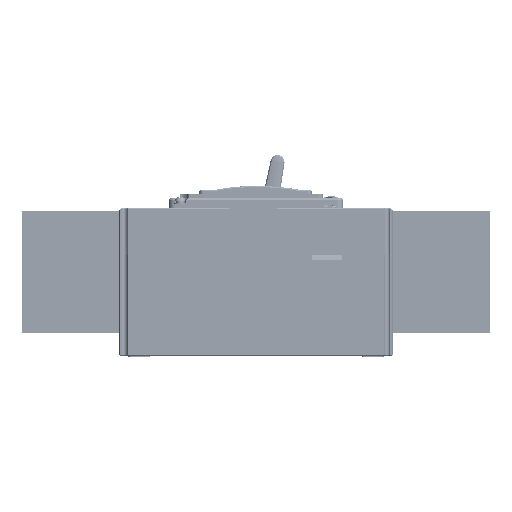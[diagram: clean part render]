
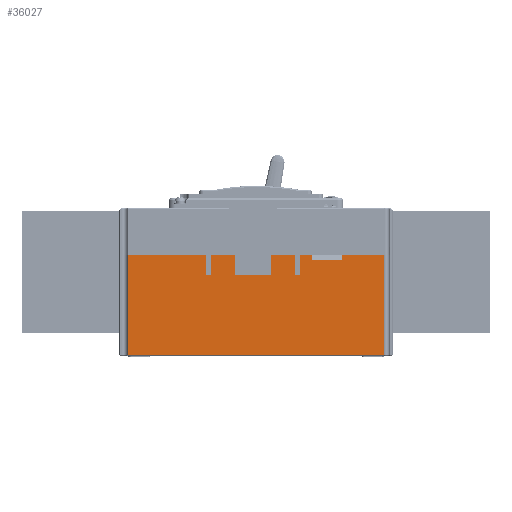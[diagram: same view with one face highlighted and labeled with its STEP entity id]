
A CAD part, left-side view. The second image highlights one B-rep face of the part: STEP entity #36027.
In plain terms, the highlighted planar face has unit normal (-1, 0, 0).
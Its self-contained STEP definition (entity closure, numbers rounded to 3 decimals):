
#1286=DIRECTION('',(0.,-1.,0.));
#1287=VECTOR('',#1286,126.127);
#1288=CARTESIAN_POINT('',(461.,63.064,-9.5));
#1289=LINE('',#1288,#1287);
#1294=DIRECTION('',(0.,-1.,0.));
#1295=VECTOR('',#1294,38.464);
#1296=CARTESIAN_POINT('',(461.,63.064,40.));
#1297=LINE('',#1296,#1295);
#1298=DIRECTION('',(0.,0.,-1.));
#1299=VECTOR('',#1298,10.);
#1300=CARTESIAN_POINT('',(461.,24.6,40.));
#1301=LINE('',#1300,#1299);
#1302=DIRECTION('',(0.,-1.,0.));
#1303=VECTOR('',#1302,2.2);
#1304=CARTESIAN_POINT('',(461.,24.6,30.));
#1305=LINE('',#1304,#1303);
#1306=DIRECTION('',(0.,0.,1.));
#1307=VECTOR('',#1306,10.);
#1308=CARTESIAN_POINT('',(461.,22.4,30.));
#1309=LINE('',#1308,#1307);
#1310=DIRECTION('',(0.,-1.,0.));
#1311=VECTOR('',#1310,11.9);
#1312=CARTESIAN_POINT('',(461.,22.4,40.));
#1313=LINE('',#1312,#1311);
#1314=DIRECTION('',(0.,0.,-1.));
#1315=VECTOR('',#1314,10.);
#1316=CARTESIAN_POINT('',(461.,10.5,40.));
#1317=LINE('',#1316,#1315);
#1318=DIRECTION('',(0.,-1.,0.));
#1319=VECTOR('',#1318,18.);
#1320=CARTESIAN_POINT('',(461.,10.5,30.));
#1321=LINE('',#1320,#1319);
#1322=DIRECTION('',(0.,0.,1.));
#1323=VECTOR('',#1322,10.);
#1324=CARTESIAN_POINT('',(461.,-7.5,30.));
#1325=LINE('',#1324,#1323);
#1326=DIRECTION('',(0.,-1.,0.));
#1327=VECTOR('',#1326,11.9);
#1328=CARTESIAN_POINT('',(461.,-7.5,40.));
#1329=LINE('',#1328,#1327);
#1330=DIRECTION('',(0.,-1.,0.));
#1331=VECTOR('',#1330,2.2);
#1332=CARTESIAN_POINT('',(461.,-19.4,30.));
#1333=LINE('',#1332,#1331);
#1334=DIRECTION('',(0.,-1.,0.));
#1335=VECTOR('',#1334,5.9);
#1336=CARTESIAN_POINT('',(461.,-21.6,40.));
#1337=LINE('',#1336,#1335);
#1338=DIRECTION('',(0.,0.,1.));
#1339=VECTOR('',#1338,2.5);
#1340=CARTESIAN_POINT('',(461.,-42.5,37.5));
#1341=LINE('',#1340,#1339);
#1342=DIRECTION('',(0.,-1.,0.));
#1343=VECTOR('',#1342,20.564);
#1344=CARTESIAN_POINT('',(461.,-42.5,40.));
#1345=LINE('',#1344,#1343);
#1471=DIRECTION('',(0.,0.,-1.));
#1472=VECTOR('',#1471,49.5);
#1473=CARTESIAN_POINT('',(461.,63.064,40.));
#1474=LINE('',#1473,#1472);
#3185=DIRECTION('',(0.,0.,-1.));
#3186=VECTOR('',#3185,10.);
#3187=CARTESIAN_POINT('',(461.,-21.6,40.));
#3188=LINE('',#3187,#3186);
#3205=DIRECTION('',(0.,0.,1.));
#3206=VECTOR('',#3205,10.);
#3207=CARTESIAN_POINT('',(461.,-19.4,30.));
#3208=LINE('',#3207,#3206);
#25419=DIRECTION('',(0.,0.,1.));
#25420=VECTOR('',#25419,49.5);
#25421=CARTESIAN_POINT('',(461.,-63.064,-9.5));
#25422=LINE('',#25421,#25420);
#25431=DIRECTION('',(0.,1.,0.));
#25432=VECTOR('',#25431,15.);
#25433=CARTESIAN_POINT('',(461.,-42.5,37.5));
#25434=LINE('',#25433,#25432);
#25443=DIRECTION('',(0.,0.,1.));
#25444=VECTOR('',#25443,2.5);
#25445=CARTESIAN_POINT('',(461.,-27.5,37.5));
#25446=LINE('',#25445,#25444);
#27825=CARTESIAN_POINT('',(461.,-21.6,40.));
#27826=CARTESIAN_POINT('',(461.,-27.5,40.));
#27827=VERTEX_POINT('',#27825);
#27828=VERTEX_POINT('',#27826);
#27833=CARTESIAN_POINT('',(461.,-19.4,40.));
#27834=VERTEX_POINT('',#27833);
#27835=CARTESIAN_POINT('',(461.,-7.5,40.));
#27836=VERTEX_POINT('',#27835);
#27883=CARTESIAN_POINT('',(461.,-63.064,40.));
#27884=VERTEX_POINT('',#27883);
#27885=CARTESIAN_POINT('',(461.,-42.5,40.));
#27886=VERTEX_POINT('',#27885);
#27907=CARTESIAN_POINT('',(461.,24.6,40.));
#27908=VERTEX_POINT('',#27907);
#27909=CARTESIAN_POINT('',(461.,63.064,40.));
#27910=VERTEX_POINT('',#27909);
#27951=CARTESIAN_POINT('',(461.,10.5,40.));
#27952=VERTEX_POINT('',#27951);
#27953=CARTESIAN_POINT('',(461.,22.4,40.));
#27954=VERTEX_POINT('',#27953);
#28637=CARTESIAN_POINT('',(461.,-63.064,-9.5));
#28638=VERTEX_POINT('',#28637);
#28639=CARTESIAN_POINT('',(461.,63.064,-9.5));
#28640=VERTEX_POINT('',#28639);
#28641=CARTESIAN_POINT('',(461.,24.6,30.));
#28642=VERTEX_POINT('',#28641);
#28643=CARTESIAN_POINT('',(461.,22.4,30.));
#28644=VERTEX_POINT('',#28643);
#28645=CARTESIAN_POINT('',(461.,10.5,30.));
#28646=VERTEX_POINT('',#28645);
#28647=CARTESIAN_POINT('',(461.,-7.5,30.));
#28648=VERTEX_POINT('',#28647);
#28649=CARTESIAN_POINT('',(461.,-19.4,30.));
#28650=VERTEX_POINT('',#28649);
#28651=CARTESIAN_POINT('',(461.,-21.6,30.));
#28652=VERTEX_POINT('',#28651);
#28653=CARTESIAN_POINT('',(461.,-27.5,37.5));
#28654=VERTEX_POINT('',#28653);
#28655=CARTESIAN_POINT('',(461.,-42.5,37.5));
#28656=VERTEX_POINT('',#28655);
#35981=CARTESIAN_POINT('',(461.,67.5,0.));
#35982=DIRECTION('',(-1.,0.,0.));
#35983=DIRECTION('',(0.,1.,0.));
#35984=AXIS2_PLACEMENT_3D('',#35981,#35982,#35983);
#35985=PLANE('',#35984);
#35987=ORIENTED_EDGE('',*,*,#35986,.T.);
#35989=ORIENTED_EDGE('',*,*,#35988,.T.);
#35991=ORIENTED_EDGE('',*,*,#35990,.T.);
#35993=ORIENTED_EDGE('',*,*,#35992,.T.);
#35995=ORIENTED_EDGE('',*,*,#35994,.T.);
#35997=ORIENTED_EDGE('',*,*,#35996,.T.);
#35999=ORIENTED_EDGE('',*,*,#35998,.T.);
#36001=ORIENTED_EDGE('',*,*,#36000,.T.);
#36003=ORIENTED_EDGE('',*,*,#36002,.T.);
#36005=ORIENTED_EDGE('',*,*,#36004,.F.);
#36007=ORIENTED_EDGE('',*,*,#36006,.T.);
#36009=ORIENTED_EDGE('',*,*,#36008,.F.);
#36011=ORIENTED_EDGE('',*,*,#36010,.T.);
#36013=ORIENTED_EDGE('',*,*,#36012,.F.);
#36015=ORIENTED_EDGE('',*,*,#36014,.F.);
#36017=ORIENTED_EDGE('',*,*,#36016,.T.);
#36019=ORIENTED_EDGE('',*,*,#36018,.T.);
#36021=ORIENTED_EDGE('',*,*,#36020,.F.);
#36022=ORIENTED_EDGE('',*,*,#35965,.F.);
#36024=ORIENTED_EDGE('',*,*,#36023,.F.);
#36025=EDGE_LOOP('',(#35987,#35989,#35991,#35993,#35995,#35997,#35999,#36001,
#36003,#36005,#36007,#36009,#36011,#36013,#36015,#36017,#36019,#36021,#36022,
#36024));
#36026=FACE_OUTER_BOUND('',#36025,.F.);
#36027=ADVANCED_FACE('',(#36026),#35985,.T.);
#35965=EDGE_CURVE('',#28640,#28638,#1289,.T.);
#35986=EDGE_CURVE('',#27910,#27908,#1297,.T.);
#35988=EDGE_CURVE('',#27908,#28642,#1301,.T.);
#35990=EDGE_CURVE('',#28642,#28644,#1305,.T.);
#35992=EDGE_CURVE('',#28644,#27954,#1309,.T.);
#35994=EDGE_CURVE('',#27954,#27952,#1313,.T.);
#35996=EDGE_CURVE('',#27952,#28646,#1317,.T.);
#35998=EDGE_CURVE('',#28646,#28648,#1321,.T.);
#36000=EDGE_CURVE('',#28648,#27836,#1325,.T.);
#36002=EDGE_CURVE('',#27836,#27834,#1329,.T.);
#36004=EDGE_CURVE('',#28650,#27834,#3208,.T.);
#36006=EDGE_CURVE('',#28650,#28652,#1333,.T.);
#36008=EDGE_CURVE('',#27827,#28652,#3188,.T.);
#36010=EDGE_CURVE('',#27827,#27828,#1337,.T.);
#36012=EDGE_CURVE('',#28654,#27828,#25446,.T.);
#36014=EDGE_CURVE('',#28656,#28654,#25434,.T.);
#36016=EDGE_CURVE('',#28656,#27886,#1341,.T.);
#36018=EDGE_CURVE('',#27886,#27884,#1345,.T.);
#36020=EDGE_CURVE('',#28638,#27884,#25422,.T.);
#36023=EDGE_CURVE('',#27910,#28640,#1474,.T.);
